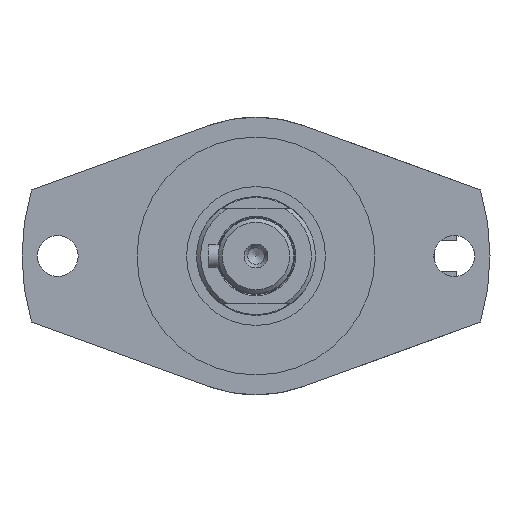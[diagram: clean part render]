
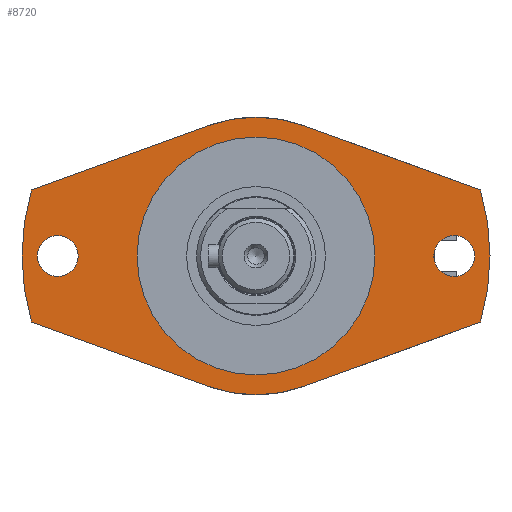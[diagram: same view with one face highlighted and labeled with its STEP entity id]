
A CAD part, left-side view. The second image highlights one B-rep face of the part: STEP entity #8720.
In plain terms, the highlighted planar face has unit normal (-1, 0, 0).
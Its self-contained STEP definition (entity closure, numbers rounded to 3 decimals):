
#36=FACE_BOUND('',#2898,.T.);
#37=FACE_BOUND('',#2899,.T.);
#38=FACE_BOUND('',#2900,.T.);
#1003=LINE('',#14957,#1553);
#1004=LINE('',#14960,#1554);
#1005=LINE('',#14962,#1555);
#1006=LINE('',#14965,#1556);
#1553=VECTOR('',#12213,10.);
#1554=VECTOR('',#12216,10.);
#1555=VECTOR('',#12217,10.);
#1556=VECTOR('',#12220,10.);
#2353=FACE_OUTER_BOUND('',#2897,.T.);
#2897=EDGE_LOOP('',(#7474,#7475,#7476,#7477,#7478,#7479,#7480,#7481));
#2898=EDGE_LOOP('',(#7482));
#2899=EDGE_LOOP('',(#7483));
#2900=EDGE_LOOP('',(#7484,#7485));
#3503=CIRCLE('',#9780,59.);
#3504=CIRCLE('',#9782,30.);
#3505=CIRCLE('',#9783,30.);
#3509=CIRCLE('',#9789,59.);
#3510=CIRCLE('',#9791,35.);
#3511=CIRCLE('',#9792,35.);
#3512=CIRCLE('',#9793,5.15);
#3513=CIRCLE('',#9794,5.15);
#4236=VERTEX_POINT('',#14930);
#4237=VERTEX_POINT('',#14932);
#4238=VERTEX_POINT('',#14936);
#4239=VERTEX_POINT('',#14937);
#4242=VERTEX_POINT('',#14947);
#4245=VERTEX_POINT('',#14952);
#4246=VERTEX_POINT('',#14956);
#4247=VERTEX_POINT('',#14958);
#4248=VERTEX_POINT('',#14961);
#4249=VERTEX_POINT('',#14963);
#4250=VERTEX_POINT('',#14966);
#4251=VERTEX_POINT('',#14968);
#5351=EDGE_CURVE('',#4236,#4237,#3503,.T.);
#5353=EDGE_CURVE('',#4238,#4239,#3504,.T.);
#5354=EDGE_CURVE('',#4239,#4238,#3505,.T.);
#5361=EDGE_CURVE('',#4245,#4242,#3509,.T.);
#5362=EDGE_CURVE('',#4236,#4246,#1003,.T.);
#5363=EDGE_CURVE('',#4246,#4247,#3510,.T.);
#5364=EDGE_CURVE('',#4247,#4242,#1004,.T.);
#5365=EDGE_CURVE('',#4245,#4248,#1005,.T.);
#5366=EDGE_CURVE('',#4248,#4249,#3511,.T.);
#5367=EDGE_CURVE('',#4249,#4237,#1006,.T.);
#5368=EDGE_CURVE('',#4250,#4250,#3512,.T.);
#5369=EDGE_CURVE('',#4251,#4251,#3513,.T.);
#7474=ORIENTED_EDGE('',*,*,#5362,.T.);
#7475=ORIENTED_EDGE('',*,*,#5363,.T.);
#7476=ORIENTED_EDGE('',*,*,#5364,.T.);
#7477=ORIENTED_EDGE('',*,*,#5361,.F.);
#7478=ORIENTED_EDGE('',*,*,#5365,.T.);
#7479=ORIENTED_EDGE('',*,*,#5366,.T.);
#7480=ORIENTED_EDGE('',*,*,#5367,.T.);
#7481=ORIENTED_EDGE('',*,*,#5351,.F.);
#7482=ORIENTED_EDGE('',*,*,#5368,.T.);
#7483=ORIENTED_EDGE('',*,*,#5369,.T.);
#7484=ORIENTED_EDGE('',*,*,#5353,.T.);
#7485=ORIENTED_EDGE('',*,*,#5354,.T.);
#8239=PLANE('',#9790);
#8720=ADVANCED_FACE('',(#2353,#36,#37,#38),#8239,.T.);
#9780=AXIS2_PLACEMENT_3D('',#14933,#12187,#12188);
#9782=AXIS2_PLACEMENT_3D('',#14938,#12192,#12193);
#9783=AXIS2_PLACEMENT_3D('',#14939,#12194,#12195);
#9789=AXIS2_PLACEMENT_3D('',#14954,#12209,#12210);
#9790=AXIS2_PLACEMENT_3D('',#14955,#12211,#12212);
#9791=AXIS2_PLACEMENT_3D('',#14959,#12214,#12215);
#9792=AXIS2_PLACEMENT_3D('',#14964,#12218,#12219);
#9793=AXIS2_PLACEMENT_3D('',#14967,#12221,#12222);
#9794=AXIS2_PLACEMENT_3D('',#14969,#12223,#12224);
#12187=DIRECTION('center_axis',(1.,0.,0.));
#12188=DIRECTION('ref_axis',(0.,1.,0.));
#12192=DIRECTION('center_axis',(1.,0.,0.));
#12193=DIRECTION('ref_axis',(0.,1.,0.));
#12194=DIRECTION('center_axis',(1.,0.,0.));
#12195=DIRECTION('ref_axis',(0.,1.,0.));
#12209=DIRECTION('center_axis',(1.,0.,0.));
#12210=DIRECTION('ref_axis',(0.,1.,0.));
#12211=DIRECTION('center_axis',(-1.,0.,0.));
#12212=DIRECTION('ref_axis',(0.,0.,
1.));
#12213=DIRECTION('',(0.,-0.94,-0.342));
#12214=DIRECTION('center_axis',(-1.,0.,0.));
#12215=DIRECTION('ref_axis',(0.,-0.342,0.94));
#12216=DIRECTION('',(0.,-0.94,0.342));
#12217=DIRECTION('',(0.,0.94,0.342));
#12218=DIRECTION('center_axis',(-1.,0.,0.));
#12219=DIRECTION('ref_axis',(0.,0.342,-0.94));
#12220=DIRECTION('',(0.,0.94,-0.342));
#12221=DIRECTION('center_axis',(1.,0.,0.));
#12222=DIRECTION('ref_axis',(0.,0.,
-1.));
#12223=DIRECTION('center_axis',(1.,0.,0.));
#12224=DIRECTION('ref_axis',(0.,0.,
-1.));
#14930=CARTESIAN_POINT('',(-165.5,56.604,-16.644));
#14932=CARTESIAN_POINT('',(-165.5,56.604,16.644));
#14933=CARTESIAN_POINT('Origin',(-165.5,0.,0.));
#14936=CARTESIAN_POINT('',(-165.5,30.,0.));
#14937=CARTESIAN_POINT('',(-165.5,-30.,0.));
#14938=CARTESIAN_POINT('Origin',(-165.5,0.,0.));
#14939=CARTESIAN_POINT('Origin',(-165.5,0.,0.));
#14947=CARTESIAN_POINT('',(-165.5,-56.604,-16.644));
#14952=CARTESIAN_POINT('',(-165.5,-56.604,16.644));
#14954=CARTESIAN_POINT('Origin',(-165.5,0.,0.));
#14955=CARTESIAN_POINT('Origin',(-165.5,44.5,0.));
#14956=CARTESIAN_POINT('',(-165.5,11.971,-32.889));
#14957=CARTESIAN_POINT('',(-165.5,76.799,-9.294));
#14958=CARTESIAN_POINT('',(-165.5,-11.971,-32.889));
#14959=CARTESIAN_POINT('Origin',(-165.5,0.,0.));
#14960=CARTESIAN_POINT('',(-165.5,7.677,-40.04));
#14961=CARTESIAN_POINT('',(-165.5,-11.971,32.889));
#14962=CARTESIAN_POINT('',(-165.5,-37.505,23.596));
#14963=CARTESIAN_POINT('',(-165.5,11.971,32.889));
#14964=CARTESIAN_POINT('Origin',(-165.5,0.,0.));
#14965=CARTESIAN_POINT('',(-165.5,31.618,25.738));
#14966=CARTESIAN_POINT('',(-165.5,-50.,5.15));
#14967=CARTESIAN_POINT('Origin',(-165.5,-50.,0.));
#14968=CARTESIAN_POINT('',(-165.5,50.,5.15));
#14969=CARTESIAN_POINT('Origin',(-165.5,50.,0.));
